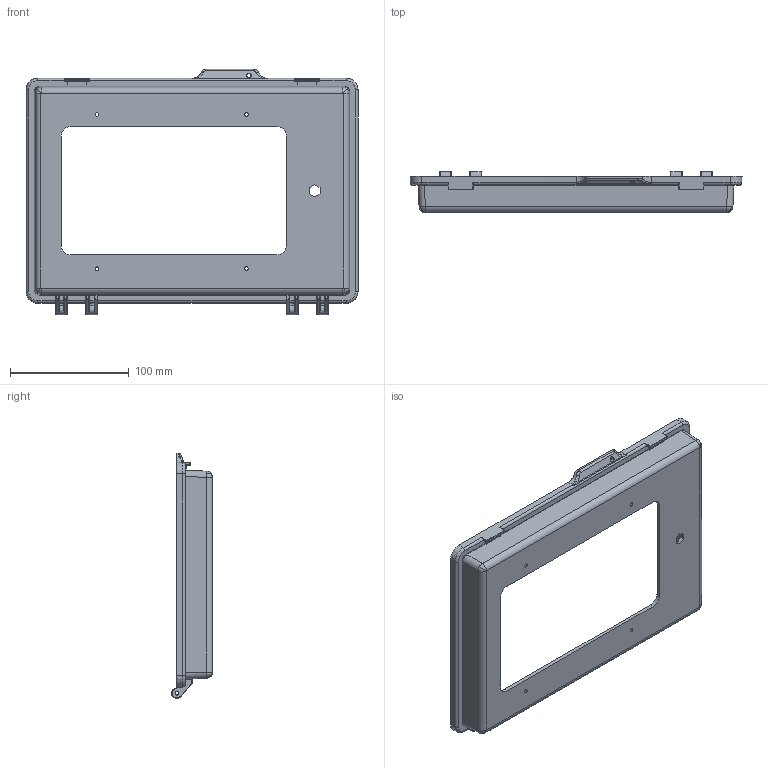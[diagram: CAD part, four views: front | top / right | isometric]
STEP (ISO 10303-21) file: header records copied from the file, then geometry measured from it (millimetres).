
FILE_DESCRIPTION(/* description */ (''),/* implementation_level */ '2;1');
FILE_NAME(/* name */ 'WQ-57C_LID.stp',/* time_stamp */ '2022-03-10T13:40:58-05:00',/* author */ ('jbs2071'),/* organization */ (''),/* preprocessor_version */ 'ST-DEVELOPER v18.1',/* originating_system */ 'Autodesk Inventor 2022',/* authorisation */ '');
FILE_SCHEMA (('AUTOMOTIVE_DESIGN { 1 0 10303 214 3 1 1 }'));
Length unit declared in the file: millimetre
Products named in the file (1): WQ-57C_WQ-57C-02
Bounding box: 280 x 34.5 x 206.82 mm (x, y, z)
Volume: 197465.8 mm3; surface area: 136885.5 mm2
Topology: 2 solids, 2 shells, 846 faces, 2207 edges, 1379 vertices
Faces by surface type: plane 343, bspline 262, cylinder 184, torus 28, sphere 24, cone 5
Full cylindrical faces by diameter (mm): 3 x8, 8 x1, 14 x1
Entity records: 34191 total; most frequent: CARTESIAN_POINT 14713, ORIENTED_EDGE 4354, DIRECTION 3490, EDGE_CURVE 2177, VERTEX_POINT 1379, LINE 1258, VECTOR 1258, AXIS2_PLACEMENT_3D 1116
